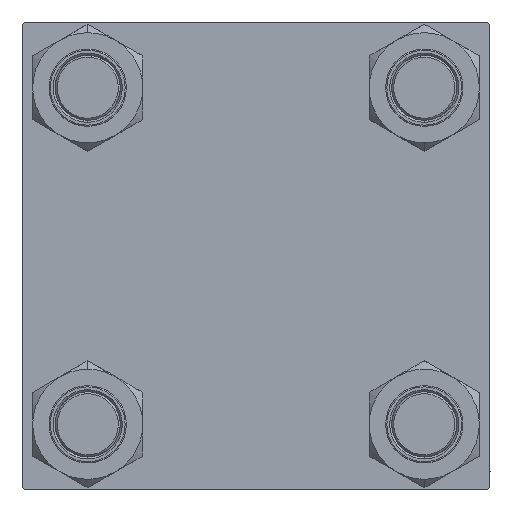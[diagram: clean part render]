
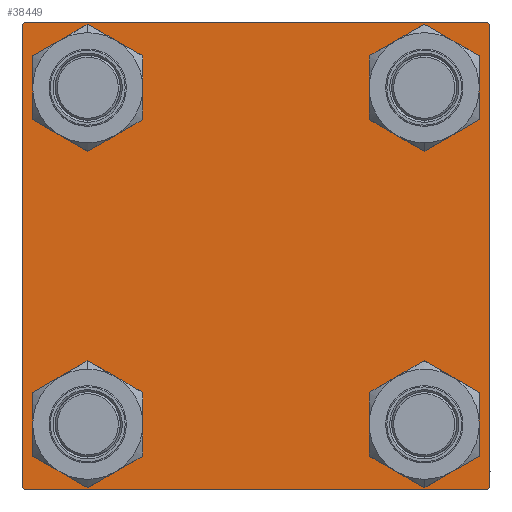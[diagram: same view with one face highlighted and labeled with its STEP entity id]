
A CAD part, left-side view. The second image highlights one B-rep face of the part: STEP entity #38449.
In plain terms, the highlighted planar face has unit normal (-1, 0, 0).
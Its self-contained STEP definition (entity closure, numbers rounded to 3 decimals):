
#68 = VERTEX_POINT ( 'NONE', #50174 ) ;
#320 = LINE ( 'NONE', #4678, #15578 ) ;
#833 = CARTESIAN_POINT ( 'NONE',  ( 0., -57.5, 57.5 ) ) ;
#1688 = VECTOR ( 'NONE', #24311, 1000. ) ;
#1832 = DIRECTION ( 'NONE',  ( 0., 0., -1. ) ) ;
#1862 = CARTESIAN_POINT ( 'NONE',  ( 0., 41.35, 32.85 ) ) ;
#2283 = AXIS2_PLACEMENT_3D ( 'NONE', #23506, #44177, #3443 ) ;
#2642 = DIRECTION ( 'NONE',  ( 1., 0., 0. ) ) ;
#2813 = FACE_BOUND ( 'NONE', #31779, .T. ) ;
#2839 = EDGE_CURVE ( 'NONE', #23461, #50649, #33505, .T. ) ;
#3443 = DIRECTION ( 'NONE',  ( 0., 0., 1. ) ) ;
#3950 = AXIS2_PLACEMENT_3D ( 'NONE', #4111, #7453, #39542 ) ;
#4111 = CARTESIAN_POINT ( 'NONE',  ( 0., -41.35, 41.35 ) ) ;
#4312 = CIRCLE ( 'NONE', #41208, 8.5 ) ;
#4678 = CARTESIAN_POINT ( 'NONE',  ( 0., 57.25, 57.25 ) ) ;
#5548 = AXIS2_PLACEMENT_3D ( 'NONE', #46020, #22191, #18842 ) ;
#5652 = ORIENTED_EDGE ( 'NONE', *, *, #38836, .T. ) ;
#6395 = CIRCLE ( 'NONE', #2283, 8.5 ) ;
#7257 = VERTEX_POINT ( 'NONE', #1862 ) ;
#7338 = EDGE_CURVE ( 'NONE', #31533, #7257, #12157, .T. ) ;
#7453 = DIRECTION ( 'NONE',  ( 1., 0., 0. ) ) ;
#7781 = DIRECTION ( 'NONE',  ( 0., 0.707, -0.707 ) ) ;
#8141 = CARTESIAN_POINT ( 'NONE',  ( 0., -41.35, -41.35 ) ) ;
#8198 = ORIENTED_EDGE ( 'NONE', *, *, #27796, .T. ) ;
#8580 = EDGE_CURVE ( 'NONE', #8810, #30392, #15505, .T. ) ;
#8623 = LINE ( 'NONE', #21208, #1688 ) ;
#8810 = VERTEX_POINT ( 'NONE', #29741 ) ;
#8877 = ORIENTED_EDGE ( 'NONE', *, *, #8580, .T. ) ;
#8882 = VERTEX_POINT ( 'NONE', #40232 ) ;
#9239 = ORIENTED_EDGE ( 'NONE', *, *, #11763, .T. ) ;
#9357 = CARTESIAN_POINT ( 'NONE',  ( 0., 57.25, -57.25 ) ) ;
#9421 = CARTESIAN_POINT ( 'NONE',  ( 0., 57.5, 57.5 ) ) ;
#9782 = AXIS2_PLACEMENT_3D ( 'NONE', #37810, #45488, #30351 ) ;
#10538 = CARTESIAN_POINT ( 'NONE',  ( 0., -57.5, -57. ) ) ;
#10631 = DIRECTION ( 'NONE',  ( 0., 0., 1. ) ) ;
#10679 = VECTOR ( 'NONE', #1832, 1000. ) ;
#11080 = DIRECTION ( 'NONE',  ( 0., 0.707, 0.707 ) ) ;
#11450 = EDGE_CURVE ( 'NONE', #42883, #39665, #24548, .T. ) ;
#11763 = EDGE_CURVE ( 'NONE', #30961, #19491, #320, .T. ) ;
#11908 = ORIENTED_EDGE ( 'NONE', *, *, #16984, .T. ) ;
#12157 = CIRCLE ( 'NONE', #5548, 8.5 ) ;
#12414 = EDGE_CURVE ( 'NONE', #7257, #31533, #32767, .T. ) ;
#12797 = ORIENTED_EDGE ( 'NONE', *, *, #11450, .T. ) ;
#12982 = CARTESIAN_POINT ( 'NONE',  ( 0., -41.35, -32.85 ) ) ;
#13044 = ORIENTED_EDGE ( 'NONE', *, *, #34566, .F. ) ;
#13078 = DIRECTION ( 'NONE',  ( 0., 0., 1. ) ) ;
#13219 = EDGE_CURVE ( 'NONE', #68, #50649, #17041, .T. ) ;
#13318 = CARTESIAN_POINT ( 'NONE',  ( 0., 41.35, 49.85 ) ) ;
#14602 = CARTESIAN_POINT ( 'NONE',  ( 0., 57.5, -57. ) ) ;
#15190 = DIRECTION ( 'NONE',  ( -1., 0., 0. ) ) ;
#15387 = ORIENTED_EDGE ( 'NONE', *, *, #12414, .T. ) ;
#15505 = CIRCLE ( 'NONE', #3950, 8.5 ) ;
#15578 = VECTOR ( 'NONE', #7781, 1000. ) ;
#16483 = EDGE_CURVE ( 'NONE', #68, #8882, #27243, .T. ) ;
#16984 = EDGE_CURVE ( 'NONE', #19491, #42883, #28937, .T. ) ;
#17041 = LINE ( 'NONE', #833, #10679 ) ;
#17386 = CARTESIAN_POINT ( 'NONE',  ( 0., 57., -57.5 ) ) ;
#17840 = DIRECTION ( 'NONE',  ( 0., -0.707, -0.707 ) ) ;
#18350 = CARTESIAN_POINT ( 'NONE',  ( 0., 57., 57.5 ) ) ;
#18842 = DIRECTION ( 'NONE',  ( 0., 0., 1. ) ) ;
#18888 = EDGE_CURVE ( 'NONE', #30392, #8810, #26331, .T. ) ;
#19472 = DIRECTION ( 'NONE',  ( 1., 0., 0. ) ) ;
#19491 = VERTEX_POINT ( 'NONE', #35821 ) ;
#20391 = CARTESIAN_POINT ( 'NONE',  ( 0., 41.35, 41.35 ) ) ;
#20512 = VERTEX_POINT ( 'NONE', #12982 ) ;
#21151 = EDGE_LOOP ( 'NONE', ( #11908, #12797, #44291, #48262, #39936, #47338, #13044, #9239 ) ) ;
#21208 = CARTESIAN_POINT ( 'NONE',  ( 0., 57.5, 57.5 ) ) ;
#21861 = FACE_BOUND ( 'NONE', #25599, .T. ) ;
#22191 = DIRECTION ( 'NONE',  ( 1., 0., 0. ) ) ;
#22375 = DIRECTION ( 'NONE',  ( 0., 0., 1. ) ) ;
#22927 = VECTOR ( 'NONE', #17840, 1000. ) ;
#23282 = ORIENTED_EDGE ( 'NONE', *, *, #18888, .T. ) ;
#23461 = VERTEX_POINT ( 'NONE', #28847 ) ;
#23506 = CARTESIAN_POINT ( 'NONE',  ( 0., -41.35, -41.35 ) ) ;
#24105 = CARTESIAN_POINT ( 'NONE',  ( 0., 57.5, -57.5 ) ) ;
#24311 = DIRECTION ( 'NONE',  ( 0., -1., 0. ) ) ;
#24548 = LINE ( 'NONE', #9357, #22927 ) ;
#24742 = DIRECTION ( 'NONE',  ( 1., 0., 0. ) ) ;
#25095 = DIRECTION ( 'NONE',  ( 0., 0., -1. ) ) ;
#25599 = EDGE_LOOP ( 'NONE', ( #8877, #23282 ) ) ;
#26329 = DIRECTION ( 'NONE',  ( 0., -0.707, 0.707 ) ) ;
#26331 = CIRCLE ( 'NONE', #38635, 8.5 ) ;
#26459 = FACE_OUTER_BOUND ( 'NONE', #21151, .T. ) ;
#27243 = LINE ( 'NONE', #42625, #44254 ) ;
#27298 = EDGE_CURVE ( 'NONE', #42549, #40497, #45019, .T. ) ;
#27408 = DIRECTION ( 'NONE',  ( 0., 0., 1. ) ) ;
#27796 = EDGE_CURVE ( 'NONE', #40497, #42549, #36746, .T. ) ;
#28252 = EDGE_CURVE ( 'NONE', #28662, #20512, #6395, .T. ) ;
#28662 = VERTEX_POINT ( 'NONE', #44056 ) ;
#28701 = AXIS2_PLACEMENT_3D ( 'NONE', #20391, #24742, #36524 ) ;
#28847 = CARTESIAN_POINT ( 'NONE',  ( 0., -57., -57.5 ) ) ;
#28937 = LINE ( 'NONE', #9421, #39362 ) ;
#29174 = EDGE_LOOP ( 'NONE', ( #35064, #8198 ) ) ;
#29255 = ORIENTED_EDGE ( 'NONE', *, *, #28252, .T. ) ;
#29648 = CARTESIAN_POINT ( 'NONE',  ( 0., -57.25, -57.25 ) ) ;
#29741 = CARTESIAN_POINT ( 'NONE',  ( 0., -41.35, 49.85 ) ) ;
#30351 = DIRECTION ( 'NONE',  ( 0., 0., 1. ) ) ;
#30392 = VERTEX_POINT ( 'NONE', #50534 ) ;
#30961 = VERTEX_POINT ( 'NONE', #18350 ) ;
#31533 = VERTEX_POINT ( 'NONE', #13318 ) ;
#31539 = LINE ( 'NONE', #24105, #37182 ) ;
#31779 = EDGE_LOOP ( 'NONE', ( #5652, #29255 ) ) ;
#32559 = CARTESIAN_POINT ( 'NONE',  ( 0., 41.35, -41.35 ) ) ;
#32593 = CARTESIAN_POINT ( 'NONE',  ( 0., 41.35, -49.85 ) ) ;
#32767 = CIRCLE ( 'NONE', #28701, 8.5 ) ;
#33505 = LINE ( 'NONE', #29648, #39806 ) ;
#33735 = ORIENTED_EDGE ( 'NONE', *, *, #7338, .T. ) ;
#34566 = EDGE_CURVE ( 'NONE', #30961, #8882, #8623, .T. ) ;
#35064 = ORIENTED_EDGE ( 'NONE', *, *, #27298, .T. ) ;
#35821 = CARTESIAN_POINT ( 'NONE',  ( 0., 57.5, 57. ) ) ;
#36524 = DIRECTION ( 'NONE',  ( 0., 0., 1. ) ) ;
#36746 = CIRCLE ( 'NONE', #44110, 8.5 ) ;
#37182 = VECTOR ( 'NONE', #38979, 1000. ) ;
#37760 = FACE_BOUND ( 'NONE', #29174, .T. ) ;
#37810 = CARTESIAN_POINT ( 'NONE',  ( 0., 41.35, -41.35 ) ) ;
#38449 = ADVANCED_FACE ( 'NONE', ( #21861, #2813, #37760, #42344, #26459 ), #45434, .T. ) ;
#38635 = AXIS2_PLACEMENT_3D ( 'NONE', #45769, #2642, #10631 ) ;
#38836 = EDGE_CURVE ( 'NONE', #20512, #28662, #4312, .T. ) ;
#38979 = DIRECTION ( 'NONE',  ( 0., -1., 0. ) ) ;
#39362 = VECTOR ( 'NONE', #25095, 1000. ) ;
#39542 = DIRECTION ( 'NONE',  ( 0., 0., 1. ) ) ;
#39665 = VERTEX_POINT ( 'NONE', #17386 ) ;
#39806 = VECTOR ( 'NONE', #26329, 1000. ) ;
#39936 = ORIENTED_EDGE ( 'NONE', *, *, #13219, .F. ) ;
#40197 = CARTESIAN_POINT ( 'NONE',  ( 0., 41.35, -32.85 ) ) ;
#40232 = CARTESIAN_POINT ( 'NONE',  ( 0., -57., 57.5 ) ) ;
#40497 = VERTEX_POINT ( 'NONE', #32593 ) ;
#40551 = EDGE_CURVE ( 'NONE', #39665, #23461, #31539, .T. ) ;
#41208 = AXIS2_PLACEMENT_3D ( 'NONE', #8141, #19472, #27408 ) ;
#42095 = CARTESIAN_POINT ( 'NONE',  ( 0., 0., 0. ) ) ;
#42344 = FACE_BOUND ( 'NONE', #47514, .T. ) ;
#42549 = VERTEX_POINT ( 'NONE', #40197 ) ;
#42625 = CARTESIAN_POINT ( 'NONE',  ( 0., -57.25, 57.25 ) ) ;
#42883 = VERTEX_POINT ( 'NONE', #14602 ) ;
#44056 = CARTESIAN_POINT ( 'NONE',  ( 0., -41.35, -49.85 ) ) ;
#44110 = AXIS2_PLACEMENT_3D ( 'NONE', #32559, #48213, #13078 ) ;
#44177 = DIRECTION ( 'NONE',  ( 1., 0., 0. ) ) ;
#44254 = VECTOR ( 'NONE', #11080, 1000. ) ;
#44291 = ORIENTED_EDGE ( 'NONE', *, *, #40551, .T. ) ;
#45019 = CIRCLE ( 'NONE', #9782, 8.5 ) ;
#45434 = PLANE ( 'NONE',  #50247 ) ;
#45488 = DIRECTION ( 'NONE',  ( 1., 0., 0. ) ) ;
#45769 = CARTESIAN_POINT ( 'NONE',  ( 0., -41.35, 41.35 ) ) ;
#46020 = CARTESIAN_POINT ( 'NONE',  ( 0., 41.35, 41.35 ) ) ;
#47338 = ORIENTED_EDGE ( 'NONE', *, *, #16483, .T. ) ;
#47514 = EDGE_LOOP ( 'NONE', ( #33735, #15387 ) ) ;
#48213 = DIRECTION ( 'NONE',  ( 1., 0., 0. ) ) ;
#48262 = ORIENTED_EDGE ( 'NONE', *, *, #2839, .T. ) ;
#50174 = CARTESIAN_POINT ( 'NONE',  ( 0., -57.5, 57. ) ) ;
#50247 = AXIS2_PLACEMENT_3D ( 'NONE', #42095, #15190, #22375 ) ;
#50534 = CARTESIAN_POINT ( 'NONE',  ( 0., -41.35, 32.85 ) ) ;
#50649 = VERTEX_POINT ( 'NONE', #10538 ) ;
